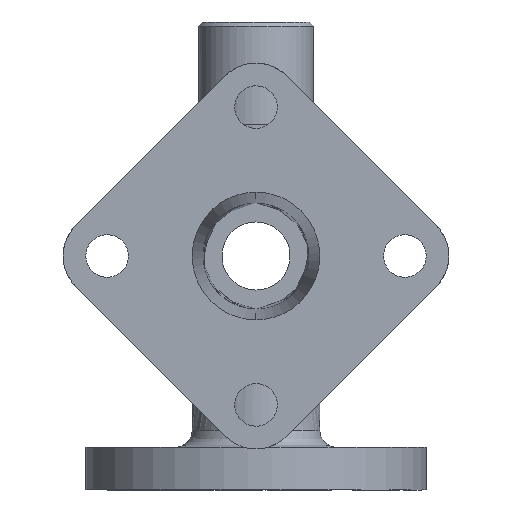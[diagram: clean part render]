
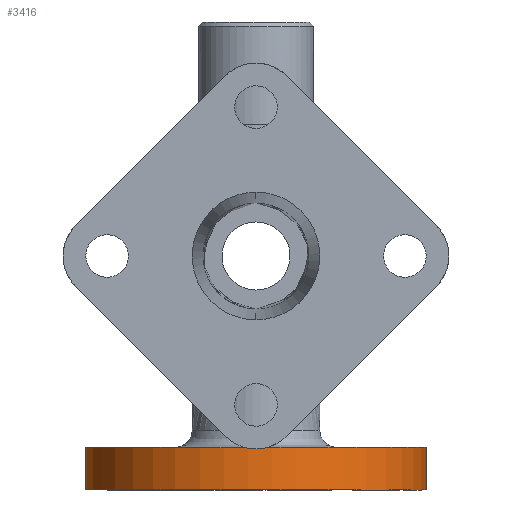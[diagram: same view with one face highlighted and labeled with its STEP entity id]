
A CAD part, front view. The second image highlights one B-rep face of the part: STEP entity #3416.
In plain terms, the highlighted free-form (B-spline) face has degree [2, 1] with [5, 2] control points.
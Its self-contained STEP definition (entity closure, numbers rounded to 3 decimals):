
#1186 = VERTEX_POINT('',#1187);
#1187 = CARTESIAN_POINT('',(49.126,85.97,
    -55.267));
#1188 = VERTEX_POINT('',#1189);
#1189 = CARTESIAN_POINT('',(-49.126,85.97,
    -55.267));
#1197 = EDGE_CURVE('',#1186,#1198,#1200,.T.);
#1198 = VERTEX_POINT('',#1199);
#1199 = CARTESIAN_POINT('',(49.126,85.97,
    -67.548));
#1200 = B_SPLINE_CURVE_WITH_KNOTS('',1,(#1201,#1202),.UNSPECIFIED.,.F.,
  .F.,(2,2),(-0.,10.),.PIECEWISE_BEZIER_KNOTS.);
#1201 = CARTESIAN_POINT('',(49.126,85.97,
    -55.267));
#1202 = CARTESIAN_POINT('',(49.126,85.97,
    -67.548));
#1205 = VERTEX_POINT('',#1206);
#1206 = CARTESIAN_POINT('',(-49.126,85.97,
    -67.548));
#1214 = EDGE_CURVE('',#1188,#1205,#1215,.T.);
#1215 = B_SPLINE_CURVE_WITH_KNOTS('',1,(#1216,#1217),.UNSPECIFIED.,.F.,
  .F.,(2,2),(-0.,10.),.PIECEWISE_BEZIER_KNOTS.);
#1216 = CARTESIAN_POINT('',(-49.126,85.97,
    -55.267));
#1217 = CARTESIAN_POINT('',(-49.126,85.97,
    -67.548));
#3309 = EDGE_CURVE('',#1188,#1186,#3310,.T.);
#3310 = ( BOUNDED_CURVE() B_SPLINE_CURVE(2,(#3311,#3312,#3313,#3314,
#3315),.UNSPECIFIED.,.F.,.F.) B_SPLINE_CURVE_WITH_KNOTS((3,2,3),(
    3.142,4.712,6.283),
.PIECEWISE_BEZIER_KNOTS.) CURVE() GEOMETRIC_REPRESENTATION_ITEM() 
RATIONAL_B_SPLINE_CURVE((1.,0.707,1.,0.707,1.)) 
REPRESENTATION_ITEM('') );
#3311 = CARTESIAN_POINT('',(-49.126,85.97,
    -55.267));
#3312 = CARTESIAN_POINT('',(-49.126,36.844,
    -55.267));
#3313 = CARTESIAN_POINT('',(0.,36.844,
    -55.267));
#3314 = CARTESIAN_POINT('',(49.126,36.844,
    -55.267));
#3315 = CARTESIAN_POINT('',(49.126,85.97,
    -55.267));
#3359 = EDGE_CURVE('',#1205,#1198,#3360,.T.);
#3360 = ( BOUNDED_CURVE() B_SPLINE_CURVE(2,(#3361,#3362,#3363,#3364,
#3365),.UNSPECIFIED.,.F.,.F.) B_SPLINE_CURVE_WITH_KNOTS((3,2,3),(
    3.142,4.712,6.283),
.PIECEWISE_BEZIER_KNOTS.) CURVE() GEOMETRIC_REPRESENTATION_ITEM() 
RATIONAL_B_SPLINE_CURVE((1.,0.707,1.,0.707,1.)) 
REPRESENTATION_ITEM('') );
#3361 = CARTESIAN_POINT('',(-49.126,85.97,
    -67.548));
#3362 = CARTESIAN_POINT('',(-49.126,36.844,
    -67.548));
#3363 = CARTESIAN_POINT('',(0.,36.844,
    -67.548));
#3364 = CARTESIAN_POINT('',(49.126,36.844,
    -67.548));
#3365 = CARTESIAN_POINT('',(49.126,85.97,
    -67.548));
#3416 = ADVANCED_FACE('',(#3417),#3423,.T.);
#3417 = FACE_BOUND('',#3418,.T.);
#3418 = EDGE_LOOP('',(#3419,#3420,#3421,#3422));
#3419 = ORIENTED_EDGE('',*,*,#1197,.F.);
#3420 = ORIENTED_EDGE('',*,*,#3309,.F.);
#3421 = ORIENTED_EDGE('',*,*,#1214,.T.);
#3422 = ORIENTED_EDGE('',*,*,#3359,.T.);
#3423 = ( BOUNDED_SURFACE() B_SPLINE_SURFACE(2,1,(
    (#3424,#3425)
    ,(#3426,#3427)
    ,(#3428,#3429)
    ,(#3430,#3431)
    ,(#3432,#3433
)),.UNSPECIFIED.,.F.,.F.,.F.) B_SPLINE_SURFACE_WITH_KNOTS((3,2,3),(2,2),
  (3.142,4.712,6.283),(0.,10.),
.PIECEWISE_BEZIER_KNOTS.) GEOMETRIC_REPRESENTATION_ITEM() 
RATIONAL_B_SPLINE_SURFACE((
    (1.,1.)
    ,(0.707,0.707)
    ,(1.,1.)
    ,(0.707,0.707)
,(1.,1.))) REPRESENTATION_ITEM('') SURFACE() );
#3424 = CARTESIAN_POINT('',(49.126,85.97,
    -55.267));
#3425 = CARTESIAN_POINT('',(49.126,85.97,
    -67.548));
#3426 = CARTESIAN_POINT('',(49.126,36.844,
    -55.267));
#3427 = CARTESIAN_POINT('',(49.126,36.844,
    -67.548));
#3428 = CARTESIAN_POINT('',(0.,36.844,
    -55.267));
#3429 = CARTESIAN_POINT('',(0.,36.844,
    -67.548));
#3430 = CARTESIAN_POINT('',(-49.126,36.844,
    -55.267));
#3431 = CARTESIAN_POINT('',(-49.126,36.844,
    -67.548));
#3432 = CARTESIAN_POINT('',(-49.126,85.97,
    -55.267));
#3433 = CARTESIAN_POINT('',(-49.126,85.97,
    -67.548));
